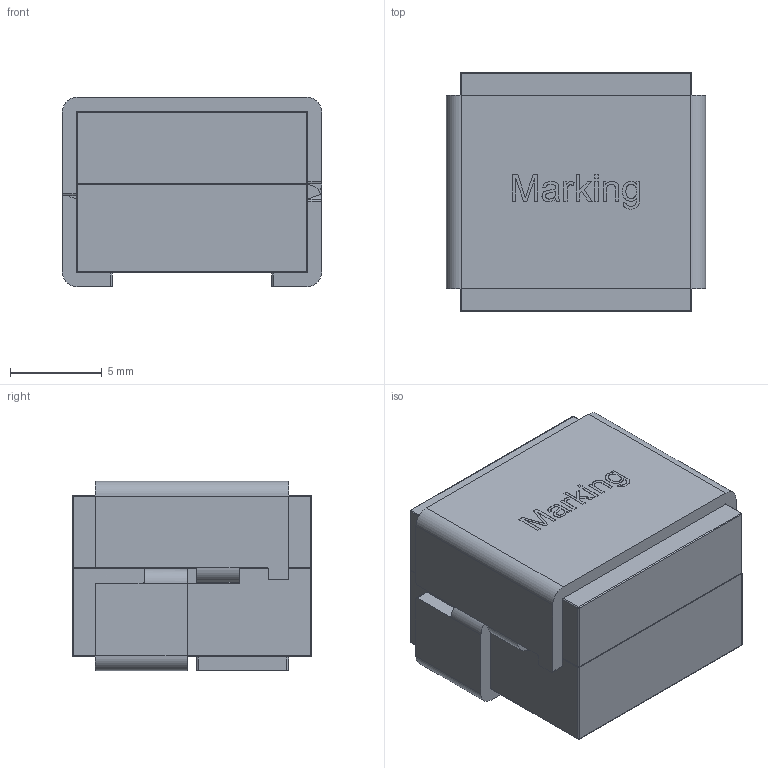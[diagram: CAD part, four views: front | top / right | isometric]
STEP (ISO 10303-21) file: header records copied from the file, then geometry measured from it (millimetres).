
FILE_DESCRIPTION(/* description */ ('Unknown'),/* implementation_level */ '2;1');
FILE_NAME(/* name */ '7443091xxx',/* time_stamp */ '2018-10-15T11:08:09+02:00',/* author */ ('Unknown'),/* organization */ ('Unknown'),/* preprocessor_version */ 'ST-DEVELOPER v16.7',/* originating_system */ 'DEX',/* authorisation */ $);
FILE_SCHEMA (('AUTOMOTIVE_DESIGN {1 0 10303 214 3 1 1}'));
Length unit declared in the file: millimetre
Products named in the file (5): 7443091xxx; Ferrite; Ferrite_2; big sheet ; small sheet
Assembly tree (5 placements, depth 2):
  7443091xxx
    Ferrite
    Ferrite_2
    big sheet 
    small sheet  x2
Bounding box: 14.1 x 13 x 10.3 mm (x, y, z)
Volume: 1666.2 mm3; surface area: 1825.7 mm2
Topology: 5 solids, 5 shells, 234 faces, 612 edges, 386 vertices
Faces by surface type: plane 142, cylinder 62, bspline 18, sphere 12
Entity records: 7133 total; most frequent: CARTESIAN_POINT 2092, ORIENTED_EDGE 1082, DIRECTION 917, EDGE_CURVE 541, VERTEX_POINT 348, AXIS2_PLACEMENT_3D 307, LINE 303, VECTOR 303
